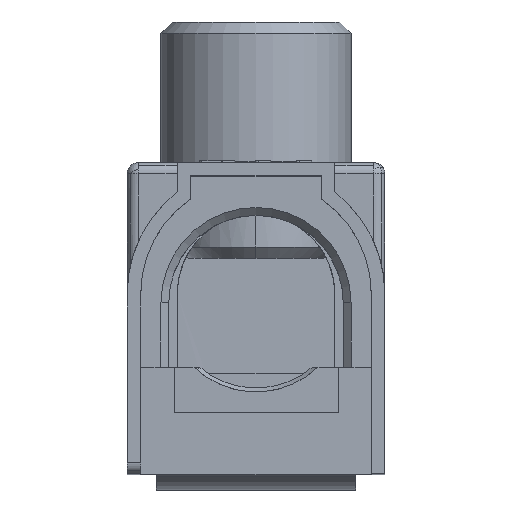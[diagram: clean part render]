
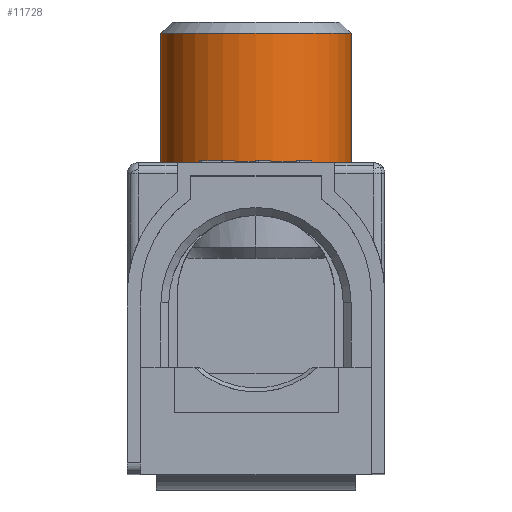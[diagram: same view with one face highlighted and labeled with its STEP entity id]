
A CAD part, top view. The second image highlights one B-rep face of the part: STEP entity #11728.
In plain terms, the highlighted cylindrical face has radius 8.45 mm (diameter 16.9 mm), a partial arc.
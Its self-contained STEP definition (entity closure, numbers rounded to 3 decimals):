
#4931=CARTESIAN_POINT('',(10.,26.2,-14.28));
#4932=DIRECTION('',(0.,-1.,0.));
#4933=DIRECTION('',(1.,0.,0.));
#4934=AXIS2_PLACEMENT_3D('',#4931,#4932,#4933);
#5938=DIRECTION('',(0.,1.,0.));
#5939=VECTOR('',#5938,11.5);
#5940=CARTESIAN_POINT('',(1.55,26.2,-14.28));
#5941=LINE('',#5940,#5939);
#5945=DIRECTION('',(0.,-1.,0.));
#5946=VECTOR('',#5945,11.5);
#5947=CARTESIAN_POINT('',(18.45,37.7,-14.28));
#5948=LINE('',#5947,#5946);
#5974=CARTESIAN_POINT('',(10.,37.7,-14.28));
#5975=DIRECTION('',(0.,1.,0.));
#5976=DIRECTION('',(-1.,0.,0.));
#5977=AXIS2_PLACEMENT_3D('',#5974,#5975,#5976);
#7454=CARTESIAN_POINT('',(18.45,26.2,-14.28));
#7455=CARTESIAN_POINT('',(1.55,26.2,-14.28));
#7456=VERTEX_POINT('',#7454);
#7457=VERTEX_POINT('',#7455);
#7458=CARTESIAN_POINT('',(18.45,37.7,-14.28));
#7460=VERTEX_POINT('',#7458);
#7462=CARTESIAN_POINT('',(1.55,37.7,-14.28));
#7463=VERTEX_POINT('',#7462);
#11714=CARTESIAN_POINT('',(10.,26.2,-14.28));
#11715=DIRECTION('',(0.,1.,0.));
#11716=DIRECTION('',(-1.,0.,0.));
#11717=AXIS2_PLACEMENT_3D('',#11714,#11715,#11716);
#11718=CYLINDRICAL_SURFACE('',#11717,8.45);
#11720=ORIENTED_EDGE('',*,*,#11719,.T.);
#11721=ORIENTED_EDGE('',*,*,#10415,.T.);
#11723=ORIENTED_EDGE('',*,*,#11722,.T.);
#11725=ORIENTED_EDGE('',*,*,#11724,.T.);
#11726=EDGE_LOOP('',(#11720,#11721,#11723,#11725));
#11727=FACE_OUTER_BOUND('',#11726,.F.);
#4935=CIRCLE('',#4934,8.45);
#5978=CIRCLE('',#5977,8.45);
#10415=EDGE_CURVE('',#7456,#7457,#4935,.T.);
#11719=EDGE_CURVE('',#7460,#7456,#5948,.T.);
#11722=EDGE_CURVE('',#7457,#7463,#5941,.T.);
#11724=EDGE_CURVE('',#7463,#7460,#5978,.T.);
#11728=ADVANCED_FACE('',(#11727),#11718,.T.);
